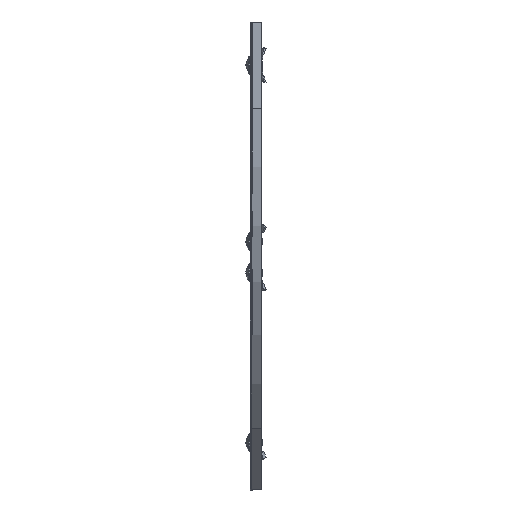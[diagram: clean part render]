
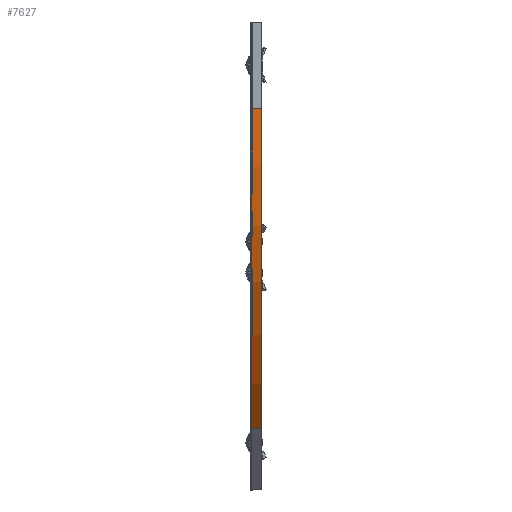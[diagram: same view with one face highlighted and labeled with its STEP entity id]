
A CAD part, left-side view. The second image highlights one B-rep face of the part: STEP entity #7627.
In plain terms, the highlighted cylindrical face has radius 552 mm (diameter 1104 mm), a partial arc.
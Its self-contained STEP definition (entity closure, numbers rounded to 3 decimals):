
#71 = AXIS2_PLACEMENT_3D ( 'NONE', #1329, #2700, #2580 ) ;
#248 = CARTESIAN_POINT ( 'NONE',  ( 161.677, 14., -495.323 ) ) ;
#288 = EDGE_CURVE ( 'NONE', #6154, #6105, #7187, .T. ) ;
#681 = VERTEX_POINT ( 'NONE', #248 ) ;
#691 = DIRECTION ( 'NONE',  ( 0., 1., 0. ) ) ;
#726 = EDGE_CURVE ( 'NONE', #681, #6154, #4502, .T. ) ;
#845 = DIRECTION ( 'NONE',  ( 0., 0., -1. ) ) ;
#867 = ORIENTED_EDGE ( 'NONE', *, *, #7562, .T. ) ;
#885 = DIRECTION ( 'NONE',  ( 0., 0., -1. ) ) ;
#1329 = CARTESIAN_POINT ( 'NONE',  ( 552., 0., -105. ) ) ;
#2133 = EDGE_LOOP ( 'NONE', ( #5785, #2614, #867, #5167 ) ) ;
#2232 = CARTESIAN_POINT ( 'NONE',  ( 0., 14., -105. ) ) ;
#2539 = AXIS2_PLACEMENT_3D ( 'NONE', #4741, #8113, #845 ) ;
#2580 = DIRECTION ( 'NONE',  ( 0., 0., -1. ) ) ;
#2614 = ORIENTED_EDGE ( 'NONE', *, *, #288, .T. ) ;
#2700 = DIRECTION ( 'NONE',  ( 0., 1., 0. ) ) ;
#3422 = CYLINDRICAL_SURFACE ( 'NONE', #4245, 552. ) ;
#3714 = EDGE_CURVE ( 'NONE', #681, #7624, #6875, .T. ) ;
#4157 = DIRECTION ( 'NONE',  ( 0., -1., 0. ) ) ;
#4245 = AXIS2_PLACEMENT_3D ( 'NONE', #8098, #4157, #885 ) ;
#4502 = LINE ( 'NONE', #7428, #6566 ) ;
#4558 = CARTESIAN_POINT ( 'NONE',  ( 0., 0., -105. ) ) ;
#4584 = CARTESIAN_POINT ( 'NONE',  ( 0., 0., -105. ) ) ;
#4741 = CARTESIAN_POINT ( 'NONE',  ( 552., 14., -105. ) ) ;
#4856 = LINE ( 'NONE', #4584, #8445 ) ;
#5167 = ORIENTED_EDGE ( 'NONE', *, *, #3714, .F. ) ;
#5785 = ORIENTED_EDGE ( 'NONE', *, *, #726, .T. ) ;
#6105 = VERTEX_POINT ( 'NONE', #4558 ) ;
#6154 = VERTEX_POINT ( 'NONE', #8383 ) ;
#6566 = VECTOR ( 'NONE', #7079, 1000. ) ;
#6875 = CIRCLE ( 'NONE', #2539, 552. ) ;
#7079 = DIRECTION ( 'NONE',  ( 0., -1., 0. ) ) ;
#7187 = CIRCLE ( 'NONE', #71, 552. ) ;
#7428 = CARTESIAN_POINT ( 'NONE',  ( 161.677, 0., -495.323 ) ) ;
#7562 = EDGE_CURVE ( 'NONE', #6105, #7624, #4856, .T. ) ;
#7624 = VERTEX_POINT ( 'NONE', #2232 ) ;
#7627 = ADVANCED_FACE ( 'NONE', ( #8234 ), #3422, .T. ) ;
#8098 = CARTESIAN_POINT ( 'NONE',  ( 552., 0., -105. ) ) ;
#8113 = DIRECTION ( 'NONE',  ( 0., 1., 0. ) ) ;
#8234 = FACE_OUTER_BOUND ( 'NONE', #2133, .T. ) ;
#8383 = CARTESIAN_POINT ( 'NONE',  ( 161.677, 0., -495.323 ) ) ;
#8445 = VECTOR ( 'NONE', #691, 1000. ) ;
